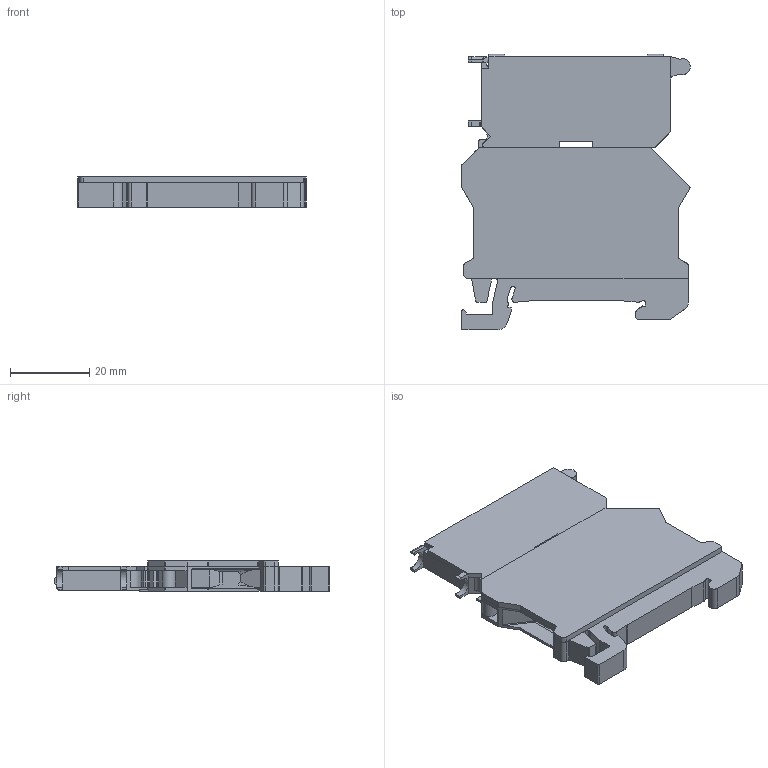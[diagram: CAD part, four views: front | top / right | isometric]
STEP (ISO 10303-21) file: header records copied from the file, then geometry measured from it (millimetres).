
FILE_DESCRIPTION(('FreeCAD Model'),'2;1');
FILE_NAME('17150_SSIK_4_2A_mit_AP.stp','2018-09-10T13:04:12',('Author'),(''), 'Open CASCADE STEP processor 7.2','FreeCAD','Unknown');
FILE_SCHEMA(('AUTOMOTIVE_DESIGN { 1 0 10303 214 1 1 1 1 }'));
Products named in the file (1): 17150_SSIK_4_2A_mit_AP
Bounding box: 57.8 x 69.65 x 7.6 mm (x, y, z)
Volume: 19389.5 mm3; surface area: 17634.2 mm2
Topology: 4 solids, 4 shells, 915 faces, 2530 edges, 1681 vertices
Faces by surface type: plane 531, cylinder 361, torus 14, cone 8, bspline 1
Entity records: 71493 total; most frequent: CARTESIAN_POINT 14956, DIRECTION 9494, LINE 5951, VECTOR 5951, ORIENTED_EDGE 5060, PCURVE 5060, DEFINITIONAL_REPRESENTATION 5060, EDGE_CURVE 2530
